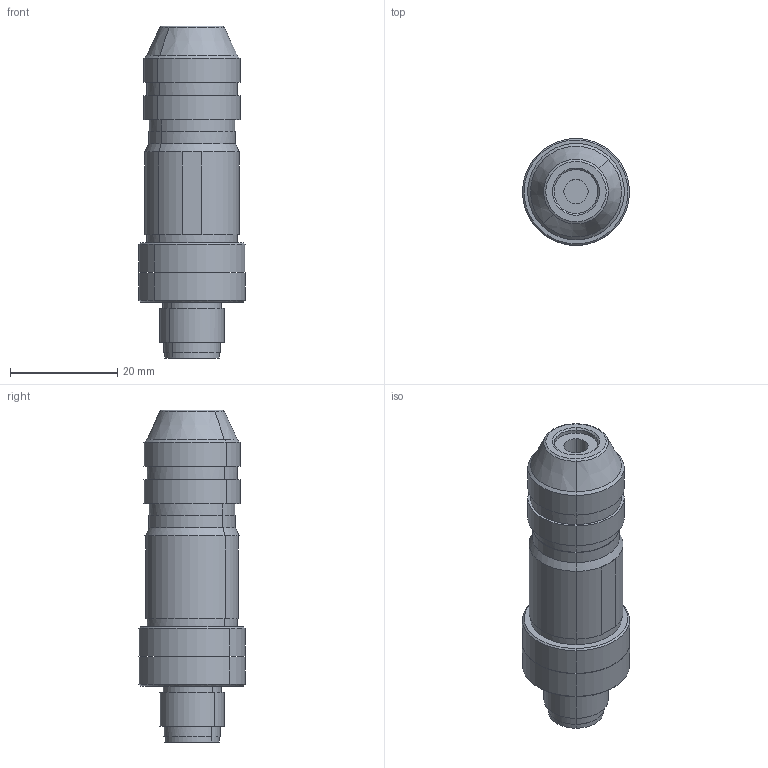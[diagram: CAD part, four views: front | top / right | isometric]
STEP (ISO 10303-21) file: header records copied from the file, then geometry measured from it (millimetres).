
FILE_DESCRIPTION(('CATIA V5 STEP Exchange','CAx-IF Rec.Pracs.--- Model Styling and Organization---1.4--- 2014-01-23'),'2;1');
FILE_NAME ('034114-3_1', '2020-06-17T05:10:35+00:00', ('none'), ('Weidmueller'), 'CATIA Version 5-6 Release 2016 SP3 HF44', 'CATIA V5 STEP AP214', 'none');
FILE_SCHEMA(('AUTOMOTIVE_DESIGN { 1 0 10303 214 1 1 1 1 }'));
Length unit declared in the file: millimetre
Products named in the file (1): 9455640000
Bounding box: 19.92 x 19.92 x 62 mm (x, y, z)
Volume: 13086.3 mm3; surface area: 6046.4 mm2
Topology: 7 solids, 7 shells, 112 faces, 254 edges, 152 vertices
Faces by surface type: cylinder 49, plane 41, cone 14, sphere 8
Entity records: 3394 total; most frequent: CARTESIAN_POINT 1055, ORIENTED_EDGE 476, DIRECTION 406, EDGE_CURVE 238, AXIS2_PLACEMENT_3D 198, VERTEX_POINT 152, EDGE_LOOP 126, ADVANCED_FACE 112
